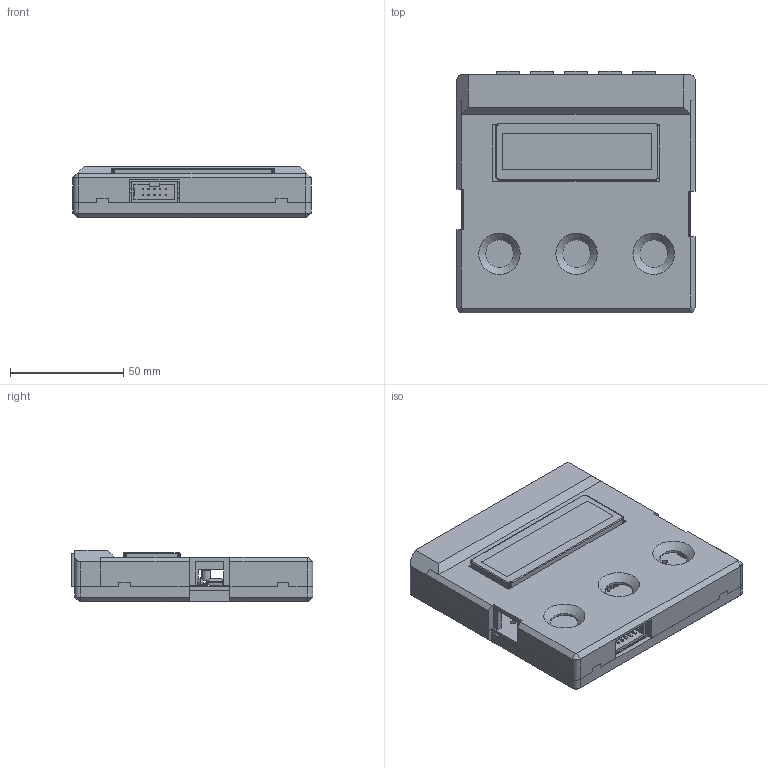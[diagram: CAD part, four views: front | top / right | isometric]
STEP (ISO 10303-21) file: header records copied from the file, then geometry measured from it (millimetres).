
FILE_DESCRIPTION(/* description */ (''),/* implementation_level */ '2;1');
FILE_NAME(/* name */ 'kamaji_classic_v1_shell.step.step',/* time_stamp */ '2023-05-06T10:41:25+01:00',/* author */ (''),/* organization */ (''),/* preprocessor_version */ 'ST-DEVELOPER v19.2',/* originating_system */ 'Autodesk Translation Framework v12.4.0.73',/* authorisation */ '');
FILE_SCHEMA (('AUTOMOTIVE_DESIGN { 1 0 10303 214 3 1 1 }'));
Length unit declared in the file: millimetre
Products named in the file (36): kamaji_classic_v1_shell_v2; pcb_assembly; C_Disc_D3.8mm_W2.6mm_P2.50mm; C_Disc_D3.8mm_W2.6mm_P2.50mm_1; C_Disc_D3.8mm_W2.6mm_P2.50mm_2; SOLID; TO-92; SOLID (1); rj10_socket; rj10_socket_1; rj10_socket_2; rj10_socket_3; rj10_socket_4; SOLID (2); R_Axial_DIN0207_L6.3mm_D2.5mm_P10.16mm_Horizontal; R_Axial_DIN0207_L6.3mm_D2.5mm_P10.16mm_Horizontal_1; R_Axial_DIN0207_L6.3mm_D2.5mm_P10.16mm_Horizontal_2; R_Axial_DIN0207_L6.3mm_D2.5mm_P10.16mm_Horizontal_3; R_Axial_DIN0207_L6.3mm_D2.5mm_P10.16mm_Horizontal_4; R_Axial_DIN0207_L6.3mm_D2.5mm_P10.16mm_Horizontal_5; R_Axial_DIN0207_L6.3mm_D2.5mm_P10.16mm_Horizontal_6; R_Axial_DIN0207_L6.3mm_D2.5mm_P10.16mm_Horizontal_7; SOLID (3); Buzzer_12x9.5RM7.6; SOLID (4); DIP-28_W7.62mm; SOLID (5); IDC-Header_2x05_P2.54mm_Horizontal; SOLID (6); WC1602A; SOLID (7); PCB; shell; sockets_cover; top_shell; bottom_shell
Assembly tree (48 placements, depth 4):
  kamaji_classic_v1_shell_v2
    pcb_assembly
      C_Disc_D3.8mm_W2.6mm_P2.50mm
        SOLID
      C_Disc_D3.8mm_W2.6mm_P2.50mm_1
        SOLID
      C_Disc_D3.8mm_W2.6mm_P2.50mm_2
        SOLID
      TO-92
        SOLID (1)
      rj10_socket
        SOLID (2)
      rj10_socket_1
        SOLID (2)
      rj10_socket_2
        SOLID (2)
      rj10_socket_3
        SOLID (2)
      rj10_socket_4
        SOLID (2)
      R_Axial_DIN0207_L6.3mm_D2.5mm_P10.16mm_Horizontal
        SOLID (3)
      R_Axial_DIN0207_L6.3mm_D2.5mm_P10.16mm_Horizontal_1
        SOLID (3)
      R_Axial_DIN0207_L6.3mm_D2.5mm_P10.16mm_Horizontal_2
        SOLID (3)
      R_Axial_DIN0207_L6.3mm_D2.5mm_P10.16mm_Horizontal_3
        SOLID (3)
      R_Axial_DIN0207_L6.3mm_D2.5mm_P10.16mm_Horizontal_4
        SOLID (3)
      R_Axial_DIN0207_L6.3mm_D2.5mm_P10.16mm_Horizontal_5
        SOLID (3)
      R_Axial_DIN0207_L6.3mm_D2.5mm_P10.16mm_Horizontal_6
        SOLID (3)
      R_Axial_DIN0207_L6.3mm_D2.5mm_P10.16mm_Horizontal_7
        SOLID (3)
      Buzzer_12x9.5RM7.6
        SOLID (4)
      DIP-28_W7.62mm
        SOLID (5)
      IDC-Header_2x05_P2.54mm_Horizontal
        SOLID (6)
      WC1602A
        SOLID (7)
      PCB
    shell
      sockets_cover
      top_shell
      bottom_shell
Bounding box: 105 x 106.5 x 22.6 mm (x, y, z)
Volume: 106195 mm3; surface area: 94991.6 mm2
Topology: 25 solids, 25 shells, 1652 faces, 4261 edges, 2708 vertices
Faces by surface type: plane 1193, cylinder 398, torus 26, bspline 16, cone 11, sphere 8
Full cylindrical faces by diameter (mm): 0.5 x6, 0.6 x32, 0.75 x3, 0.8 x53, 0.9 x22, 0.92 x4, 0.95 x4, 1 x50, 1.2 x16, 1.3 x12, 2 x1, 2.25 x8, 2.3 x4, 2.36 x10, 2.5 x24, 3.2 x8, 3.9 x4, 6 x4, 12 x1, 12.25 x3
Entity records: 48553 total; most frequent: CARTESIAN_POINT 8422, ORIENTED_EDGE 7892, DIRECTION 7834, EDGE_CURVE 3946, LINE 3188, VECTOR 3188, VERTEX_POINT 2506, AXIS2_PLACEMENT_3D 2323
